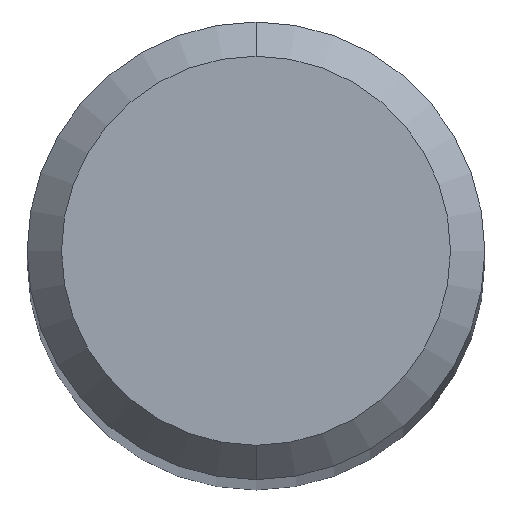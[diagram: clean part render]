
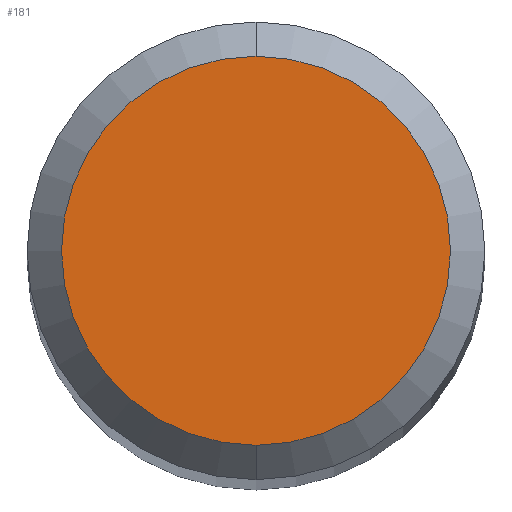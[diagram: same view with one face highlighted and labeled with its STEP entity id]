
A CAD part, top view. The second image highlights one B-rep face of the part: STEP entity #181.
In plain terms, the highlighted planar face has unit normal (0, 0, 1).
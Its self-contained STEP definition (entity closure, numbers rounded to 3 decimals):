
#113=VERTEX_POINT('',#266);
#149=EDGE_CURVE('',#113,#203,#306,.T.);
#181=ADVANCED_FACE('',(#341),#342,.T.);
#203=VERTEX_POINT('',#367);
#207=EDGE_CURVE('',#203,#113,#372,.T.);
#266=CARTESIAN_POINT('',(0.0,1.7,0.0));
#306=CIRCLE('',#482,1.7);
#341=FACE_OUTER_BOUND('',#527,.T.);
#342=PLANE('',#528);
#367=CARTESIAN_POINT('',(0.,-1.7,0.0));
#372=CIRCLE('',#570,1.7);
#482=AXIS2_PLACEMENT_3D('',#675,#676,#677);
#527=EDGE_LOOP('',(#712,#713));
#528=AXIS2_PLACEMENT_3D('',#714,#715,#716);
#570=AXIS2_PLACEMENT_3D('',#755,#756,#757);
#675=CARTESIAN_POINT('',(0.0,0.0,0.0));
#676=DIRECTION('',(0.0,0.0,-1.0));
#677=DIRECTION('',(0.0,1.0,0.0));
#712=ORIENTED_EDGE('',*,*,#149,.F.);
#713=ORIENTED_EDGE('',*,*,#207,.F.);
#714=CARTESIAN_POINT('',(0.0,0.85,0.0));
#715=DIRECTION('',(-0.0,0.0,1.0));
#716=DIRECTION('',(0.0,-1.0,0.0));
#755=CARTESIAN_POINT('',(0.0,0.0,0.0));
#756=DIRECTION('',(0.0,0.0,-1.0));
#757=DIRECTION('',(0.0,1.0,0.0));
